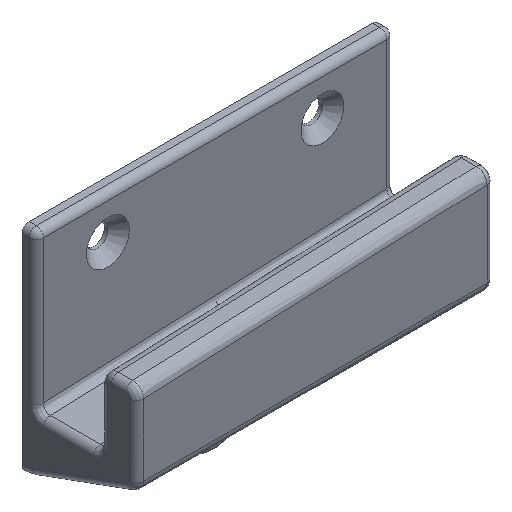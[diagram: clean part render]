
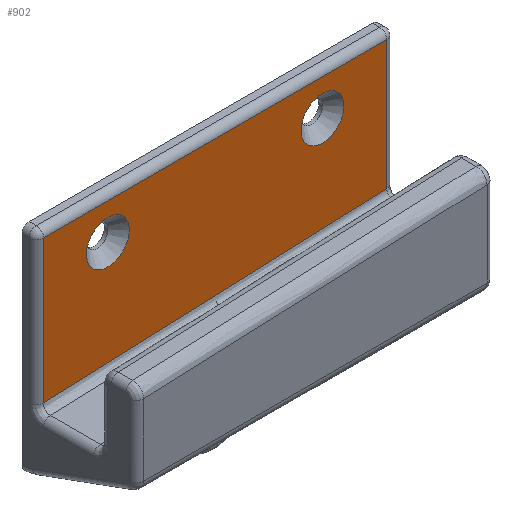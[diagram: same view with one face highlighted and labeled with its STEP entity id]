
A CAD part, isometric view. The second image highlights one B-rep face of the part: STEP entity #902.
In plain terms, the highlighted planar face has unit normal (0, -1, 0).
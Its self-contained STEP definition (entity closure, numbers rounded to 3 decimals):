
#902 = ADVANCED_FACE('',(#903,#1029,#1064),#916,.T.);
#903 = FACE_BOUND('',#904,.T.);
#904 = EDGE_LOOP('',(#905,#937,#965,#1003));
#905 = ORIENTED_EDGE('',*,*,#906,.F.);
#906 = EDGE_CURVE('',#907,#909,#911,.T.);
#907 = VERTEX_POINT('',#908);
#908 = CARTESIAN_POINT('',(-49.,-2.,28.));
#909 = VERTEX_POINT('',#910);
#910 = CARTESIAN_POINT('',(-1.,-2.,28.));
#911 = SURFACE_CURVE('',#912,(#915,#926),.PCURVE_S1.);
#912 = B_SPLINE_CURVE_WITH_KNOTS('',1,(#913,#914),.UNSPECIFIED.,.F.,.F.,
  (2,2),(0.,1.),.PIECEWISE_BEZIER_KNOTS.);
#913 = CARTESIAN_POINT('',(-50.,-2.,28.));
#914 = CARTESIAN_POINT('',(0.,-2.,28.));
#915 = PCURVE('',#916,#921);
#916 = PLANE('',#917);
#917 = AXIS2_PLACEMENT_3D('',#918,#919,#920);
#918 = CARTESIAN_POINT('',(-25.,-2.,18.5));
#919 = DIRECTION('',(0.,-1.,0.));
#920 = DIRECTION('',(0.023,0.,
    -1.));
#921 = DEFINITIONAL_REPRESENTATION('',(#922),#925);
#922 = B_SPLINE_CURVE_WITH_KNOTS('',1,(#923,#924),.UNSPECIFIED.,.F.,.F.,
  (2,2),(0.,1.),.PIECEWISE_BEZIER_KNOTS.);
#923 = CARTESIAN_POINT('',(-10.082,-24.771));
#924 = CARTESIAN_POINT('',(-8.913,25.215));
#925 = ( GEOMETRIC_REPRESENTATION_CONTEXT(2) 
PARAMETRIC_REPRESENTATION_CONTEXT() REPRESENTATION_CONTEXT('2D SPACE',''
  ) );
#926 = PCURVE('',#927,#932);
#927 = CYLINDRICAL_SURFACE('',#928,1.);
#928 = AXIS2_PLACEMENT_3D('',#929,#930,#931);
#929 = CARTESIAN_POINT('',(-50.,-1.,28.));
#930 = DIRECTION('',(1.,0.,0.));
#931 = DIRECTION('',(0.,1.,0.));
#932 = DEFINITIONAL_REPRESENTATION('',(#933),#936);
#933 = B_SPLINE_CURVE_WITH_KNOTS('',1,(#934,#935),.UNSPECIFIED.,.F.,.F.,
  (2,2),(0.,1.),.PIECEWISE_BEZIER_KNOTS.);
#934 = CARTESIAN_POINT('',(3.142,0.));
#935 = CARTESIAN_POINT('',(3.142,50.));
#936 = ( GEOMETRIC_REPRESENTATION_CONTEXT(2) 
PARAMETRIC_REPRESENTATION_CONTEXT() REPRESENTATION_CONTEXT('2D SPACE',''
  ) );
#937 = ORIENTED_EDGE('',*,*,#938,.T.);
#938 = EDGE_CURVE('',#907,#939,#941,.T.);
#939 = VERTEX_POINT('',#940);
#940 = CARTESIAN_POINT('',(-49.,-2.,8.04));
#941 = SURFACE_CURVE('',#942,(#946,#953),.PCURVE_S1.);
#942 = LINE('',#943,#944);
#943 = CARTESIAN_POINT('',(-49.,-2.,28.));
#944 = VECTOR('',#945,1.);
#945 = DIRECTION('',(0.,0.,-1.));
#946 = PCURVE('',#916,#947);
#947 = DEFINITIONAL_REPRESENTATION('',(#948),#952);
#948 = LINE('',#949,#950);
#949 = CARTESIAN_POINT('',(-10.058,-23.771));
#950 = VECTOR('',#951,1.);
#951 = DIRECTION('',(1.,-0.023));
#952 = ( GEOMETRIC_REPRESENTATION_CONTEXT(2) 
PARAMETRIC_REPRESENTATION_CONTEXT() REPRESENTATION_CONTEXT('2D SPACE',''
  ) );
#953 = PCURVE('',#954,#959);
#954 = CYLINDRICAL_SURFACE('',#955,1.);
#955 = AXIS2_PLACEMENT_3D('',#956,#957,#958);
#956 = CARTESIAN_POINT('',(-49.,-1.,28.));
#957 = DIRECTION('',(0.,0.,-1.));
#958 = DIRECTION('',(-1.,0.,0.));
#959 = DEFINITIONAL_REPRESENTATION('',(#960),#964);
#960 = LINE('',#961,#962);
#961 = CARTESIAN_POINT('',(-1.571,0.));
#962 = VECTOR('',#963,1.);
#963 = DIRECTION('',(-0.,1.));
#964 = ( GEOMETRIC_REPRESENTATION_CONTEXT(2) 
PARAMETRIC_REPRESENTATION_CONTEXT() REPRESENTATION_CONTEXT('2D SPACE',''
  ) );
#965 = ORIENTED_EDGE('',*,*,#966,.T.);
#966 = EDGE_CURVE('',#939,#967,#969,.T.);
#967 = VERTEX_POINT('',#968);
#968 = CARTESIAN_POINT('',(-1.,-2.,9.96));
#969 = SURFACE_CURVE('',#970,(#973,#979),.PCURVE_S1.);
#970 = B_SPLINE_CURVE_WITH_KNOTS('',1,(#971,#972),.UNSPECIFIED.,.F.,.F.,
  (2,2),(0.,1.),.PIECEWISE_BEZIER_KNOTS.);
#971 = CARTESIAN_POINT('',(-50.,-2.,8.));
#972 = CARTESIAN_POINT('',(0.,-2.,10.));
#973 = PCURVE('',#916,#974);
#974 = DEFINITIONAL_REPRESENTATION('',(#975),#978);
#975 = B_SPLINE_CURVE_WITH_KNOTS('',1,(#976,#977),.UNSPECIFIED.,.F.,.F.,
  (2,2),(0.,1.),.PIECEWISE_BEZIER_KNOTS.);
#976 = CARTESIAN_POINT('',(9.913,-25.239));
#977 = CARTESIAN_POINT('',(9.082,24.795));
#978 = ( GEOMETRIC_REPRESENTATION_CONTEXT(2) 
PARAMETRIC_REPRESENTATION_CONTEXT() REPRESENTATION_CONTEXT('2D SPACE',''
  ) );
#979 = PCURVE('',#980,#997);
#980 = B_SPLINE_SURFACE_WITH_KNOTS('',7,1,(
    (#981,#982)
    ,(#983,#984)
    ,(#985,#986)
    ,(#987,#988)
    ,(#989,#990)
    ,(#991,#992)
    ,(#993,#994)
    ,(#995,#996
    )),.UNSPECIFIED.,.F.,.F.,.F.,(8,8),(2,2),(0.,
    1.571),(0.,1.),.PIECEWISE_BEZIER_KNOTS.);
#981 = CARTESIAN_POINT('',(-50.,-2.,8.));
#982 = CARTESIAN_POINT('',(0.,-2.,10.));
#983 = CARTESIAN_POINT('',(-50.,-2.,7.776));
#984 = CARTESIAN_POINT('',(0.,-2.,9.776));
#985 = CARTESIAN_POINT('',(-50.,-2.059,7.551));
#986 = CARTESIAN_POINT('',(0.,-2.059,
    9.551));
#987 = CARTESIAN_POINT('',(-50.,-2.176,7.345));
#988 = CARTESIAN_POINT('',(0.,-2.176,
    9.345));
#989 = CARTESIAN_POINT('',(-50.,-2.345,
    7.176));
#990 = CARTESIAN_POINT('',(0.,-2.345,
    9.176));
#991 = CARTESIAN_POINT('',(-50.,-2.551,7.059));
#992 = CARTESIAN_POINT('',(0.,-2.551,
    9.059));
#993 = CARTESIAN_POINT('',(-50.,-2.776,7.));
#994 = CARTESIAN_POINT('',(0.,-2.776,9.));
#995 = CARTESIAN_POINT('',(-50.,-3.,7.));
#996 = CARTESIAN_POINT('',(0.,-3.,9.));
#997 = DEFINITIONAL_REPRESENTATION('',(#998),#1002);
#998 = LINE('',#999,#1000);
#999 = CARTESIAN_POINT('',(0.,0.));
#1000 = VECTOR('',#1001,1.);
#1001 = DIRECTION('',(0.,1.));
#1002 = ( GEOMETRIC_REPRESENTATION_CONTEXT(2) 
PARAMETRIC_REPRESENTATION_CONTEXT() REPRESENTATION_CONTEXT('2D SPACE',''
  ) );
#1003 = ORIENTED_EDGE('',*,*,#1004,.F.);
#1004 = EDGE_CURVE('',#909,#967,#1005,.T.);
#1005 = SURFACE_CURVE('',#1006,(#1010,#1017),.PCURVE_S1.);
#1006 = LINE('',#1007,#1008);
#1007 = CARTESIAN_POINT('',(-1.,-2.,28.));
#1008 = VECTOR('',#1009,1.);
#1009 = DIRECTION('',(0.,0.,-1.));
#1010 = PCURVE('',#916,#1011);
#1011 = DEFINITIONAL_REPRESENTATION('',(#1012),#1016);
#1012 = LINE('',#1013,#1014);
#1013 = CARTESIAN_POINT('',(-8.936,24.215));
#1014 = VECTOR('',#1015,1.);
#1015 = DIRECTION('',(1.,-0.023));
#1016 = ( GEOMETRIC_REPRESENTATION_CONTEXT(2) 
PARAMETRIC_REPRESENTATION_CONTEXT() REPRESENTATION_CONTEXT('2D SPACE',''
  ) );
#1017 = PCURVE('',#1018,#1023);
#1018 = CYLINDRICAL_SURFACE('',#1019,1.);
#1019 = AXIS2_PLACEMENT_3D('',#1020,#1021,#1022);
#1020 = CARTESIAN_POINT('',(-1.,-1.,28.));
#1021 = DIRECTION('',(0.,0.,-1.));
#1022 = DIRECTION('',(0.,-1.,0.));
#1023 = DEFINITIONAL_REPRESENTATION('',(#1024),#1028);
#1024 = LINE('',#1025,#1026);
#1025 = CARTESIAN_POINT('',(-0.,0.));
#1026 = VECTOR('',#1027,1.);
#1027 = DIRECTION('',(-0.,1.));
#1028 = ( GEOMETRIC_REPRESENTATION_CONTEXT(2) 
PARAMETRIC_REPRESENTATION_CONTEXT() REPRESENTATION_CONTEXT('2D SPACE',''
  ) );
#1029 = FACE_BOUND('',#1030,.T.);
#1030 = EDGE_LOOP('',(#1031));
#1031 = ORIENTED_EDGE('',*,*,#1032,.T.);
#1032 = EDGE_CURVE('',#1033,#1033,#1035,.T.);
#1033 = VERTEX_POINT('',#1034);
#1034 = CARTESIAN_POINT('',(-7.,-2.,23.));
#1035 = SURFACE_CURVE('',#1036,(#1041,#1052),.PCURVE_S1.);
#1036 = CIRCLE('',#1037,3.);
#1037 = AXIS2_PLACEMENT_3D('',#1038,#1039,#1040);
#1038 = CARTESIAN_POINT('',(-10.,-2.,23.));
#1039 = DIRECTION('',(0.,1.,0.));
#1040 = DIRECTION('',(1.,0.,0.));
#1041 = PCURVE('',#916,#1042);
#1042 = DEFINITIONAL_REPRESENTATION('',(#1043),#1051);
#1043 = ( BOUNDED_CURVE() B_SPLINE_CURVE(2,(#1044,#1045,#1046,#1047,
#1048,#1049,#1050),.UNSPECIFIED.,.T.,.F.) B_SPLINE_CURVE_WITH_KNOTS((1,2
    ,2,2,2,1),(-2.094,0.,2.094,4.189,
6.283,8.378),.UNSPECIFIED.) CURVE() 
GEOMETRIC_REPRESENTATION_ITEM() RATIONAL_B_SPLINE_CURVE((1.,0.5,1.,0.5,
1.,0.5,1.)) REPRESENTATION_ITEM('') );
#1044 = CARTESIAN_POINT('',(-4.078,18.1));
#1045 = CARTESIAN_POINT('',(1.117,17.979));
#1046 = CARTESIAN_POINT('',(-1.586,13.541));
#1047 = CARTESIAN_POINT('',(-4.288,9.103));
#1048 = CARTESIAN_POINT('',(-6.781,13.662));
#1049 = CARTESIAN_POINT('',(-9.273,18.222));
#1050 = CARTESIAN_POINT('',(-4.078,18.1));
#1051 = ( GEOMETRIC_REPRESENTATION_CONTEXT(2) 
PARAMETRIC_REPRESENTATION_CONTEXT() REPRESENTATION_CONTEXT('2D SPACE',''
  ) );
#1052 = PCURVE('',#1053,#1058);
#1053 = CONICAL_SURFACE('',#1054,1.5,0.785);
#1054 = AXIS2_PLACEMENT_3D('',#1055,#1056,#1057);
#1055 = CARTESIAN_POINT('',(-10.,-0.5,23.));
#1056 = DIRECTION('',(0.,-1.,0.));
#1057 = DIRECTION('',(1.,0.,0.));
#1058 = DEFINITIONAL_REPRESENTATION('',(#1059),#1063);
#1059 = LINE('',#1060,#1061);
#1060 = CARTESIAN_POINT('',(0.,1.5));
#1061 = VECTOR('',#1062,1.);
#1062 = DIRECTION('',(-1.,-0.));
#1063 = ( GEOMETRIC_REPRESENTATION_CONTEXT(2) 
PARAMETRIC_REPRESENTATION_CONTEXT() REPRESENTATION_CONTEXT('2D SPACE',''
  ) );
#1064 = FACE_BOUND('',#1065,.T.);
#1065 = EDGE_LOOP('',(#1066));
#1066 = ORIENTED_EDGE('',*,*,#1067,.T.);
#1067 = EDGE_CURVE('',#1068,#1068,#1070,.T.);
#1068 = VERTEX_POINT('',#1069);
#1069 = CARTESIAN_POINT('',(-37.,-2.,23.));
#1070 = SURFACE_CURVE('',#1071,(#1076,#1087),.PCURVE_S1.);
#1071 = CIRCLE('',#1072,3.);
#1072 = AXIS2_PLACEMENT_3D('',#1073,#1074,#1075);
#1073 = CARTESIAN_POINT('',(-40.,-2.,23.));
#1074 = DIRECTION('',(0.,1.,0.));
#1075 = DIRECTION('',(1.,0.,0.));
#1076 = PCURVE('',#916,#1077);
#1077 = DEFINITIONAL_REPRESENTATION('',(#1078),#1086);
#1078 = ( BOUNDED_CURVE() B_SPLINE_CURVE(2,(#1079,#1080,#1081,#1082,
#1083,#1084,#1085),.UNSPECIFIED.,.T.,.F.) B_SPLINE_CURVE_WITH_KNOTS((1,2
    ,2,2,2,1),(-2.094,0.,2.094,4.189,
6.283,8.378),.UNSPECIFIED.) CURVE() 
GEOMETRIC_REPRESENTATION_ITEM() RATIONAL_B_SPLINE_CURVE((1.,0.5,1.,0.5,
1.,0.5,1.)) REPRESENTATION_ITEM('') );
#1079 = CARTESIAN_POINT('',(-4.779,-11.892));
#1080 = CARTESIAN_POINT('',(0.416,-12.013));
#1081 = CARTESIAN_POINT('',(-2.287,-16.451));
#1082 = CARTESIAN_POINT('',(-4.99,-20.889));
#1083 = CARTESIAN_POINT('',(-7.482,-16.33));
#1084 = CARTESIAN_POINT('',(-9.974,-11.77));
#1085 = CARTESIAN_POINT('',(-4.779,-11.892));
#1086 = ( GEOMETRIC_REPRESENTATION_CONTEXT(2) 
PARAMETRIC_REPRESENTATION_CONTEXT() REPRESENTATION_CONTEXT('2D SPACE',''
  ) );
#1087 = PCURVE('',#1088,#1093);
#1088 = CONICAL_SURFACE('',#1089,1.5,0.785);
#1089 = AXIS2_PLACEMENT_3D('',#1090,#1091,#1092);
#1090 = CARTESIAN_POINT('',(-40.,-0.5,23.));
#1091 = DIRECTION('',(0.,-1.,0.));
#1092 = DIRECTION('',(1.,0.,0.));
#1093 = DEFINITIONAL_REPRESENTATION('',(#1094),#1098);
#1094 = LINE('',#1095,#1096);
#1095 = CARTESIAN_POINT('',(0.,1.5));
#1096 = VECTOR('',#1097,1.);
#1097 = DIRECTION('',(-1.,-0.));
#1098 = ( GEOMETRIC_REPRESENTATION_CONTEXT(2) 
PARAMETRIC_REPRESENTATION_CONTEXT() REPRESENTATION_CONTEXT('2D SPACE',''
  ) );
